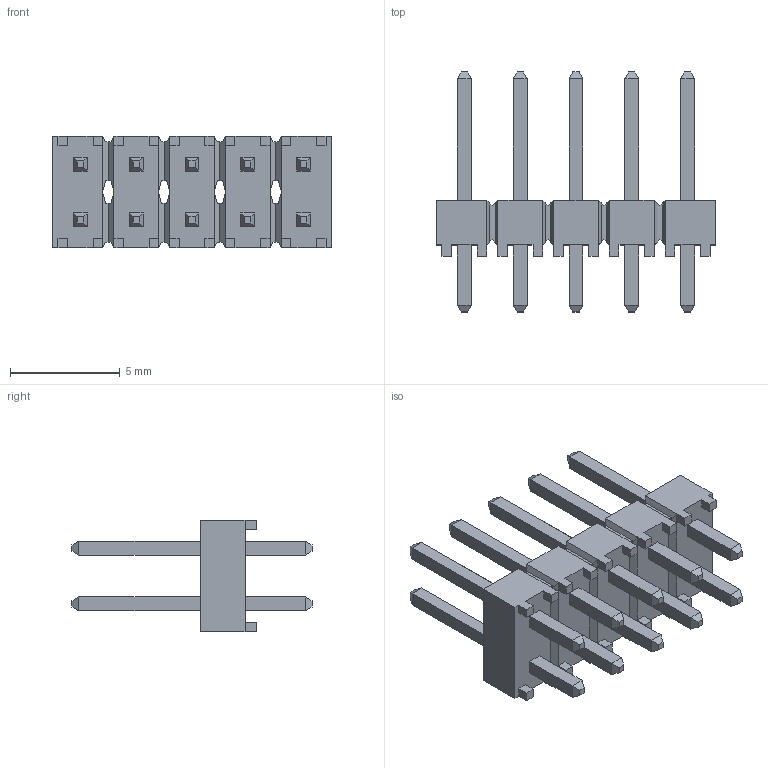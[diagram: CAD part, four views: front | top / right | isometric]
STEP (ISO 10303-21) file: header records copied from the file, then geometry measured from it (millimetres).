
FILE_DESCRIPTION(('STEP AP214'),'1');
FILE_NAME('strip_tsw-105-07-t-d.stp','2019-07-15T14:46:57',('TraceParts'),('TraceParts S.A.'),'Spatial InterOp 3D',' ',' ');
FILE_SCHEMA(('AUTOMOTIVE_DESIGN { 1 0 10303 214 1 1 1 1 }'));
Length unit declared in the file: millimetre
Products named in the file (1): strip_tsw-105-07-t-d
Bounding box: 12.7 x 10.92 x 5.08 mm (x, y, z)
Volume: 161.2 mm3; surface area: 460.5 mm2
Topology: 1 solids, 1 shells, 362 faces, 916 edges, 568 vertices
Faces by surface type: plane 362
Entity records: 13404 total; most frequent: CARTESIAN_POINT 1847, ORIENTED_EDGE 1832, DIRECTION 1642, EDGE_CURVE 916, LINE 916, VECTOR 916, VERTEX_POINT 568, EDGE_LOOP 382
